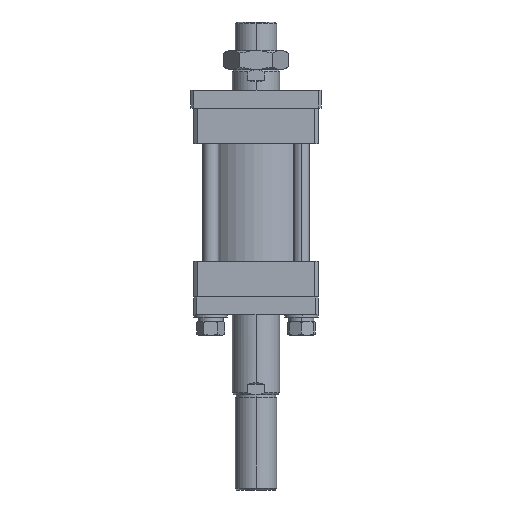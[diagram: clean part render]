
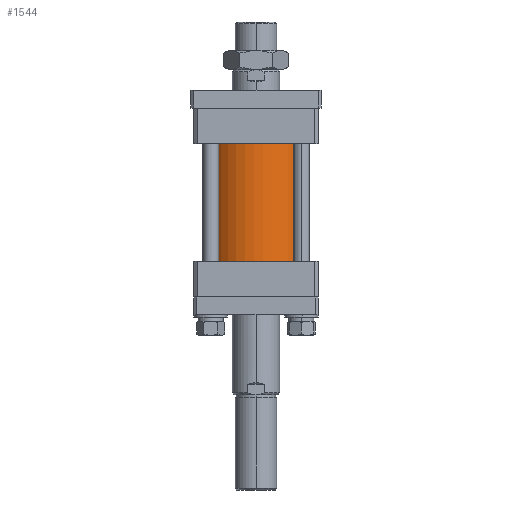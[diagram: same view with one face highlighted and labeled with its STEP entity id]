
A CAD part, front view. The second image highlights one B-rep face of the part: STEP entity #1544.
In plain terms, the highlighted cylindrical face has radius 89 mm (diameter 178 mm), a partial arc.
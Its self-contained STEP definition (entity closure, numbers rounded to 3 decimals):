
#605 = CARTESIAN_POINT ( 'NONE',  ( -89., 0., -99. ) ) ;
#628 = CARTESIAN_POINT ( 'NONE',  ( 89., 0., -99. ) ) ;
#991 = CYLINDRICAL_SURFACE ( 'NONE', #5092, 89. ) ;
#997 = FACE_OUTER_BOUND ( 'NONE', #6944, .T. ) ;
#1544 = ADVANCED_FACE ( 'NONE', ( #997 ), #991, .T. ) ;
#2216 = AXIS2_PLACEMENT_3D ( 'NONE', #5489, #5490, #5491 ) ;
#2218 = AXIS2_PLACEMENT_3D ( 'NONE', #5481, #5482, #5483 ) ;
#2566 = CARTESIAN_POINT ( 'NONE',  ( 0., 0., 99. ) ) ;
#2568 = DIRECTION ( 'NONE',  ( 0., 0., -1. ) ) ;
#2572 = DIRECTION ( 'NONE',  ( -1., 0., 0. ) ) ;
#4015 = VERTEX_POINT ( 'NONE', #628 ) ;
#5092 = AXIS2_PLACEMENT_3D ( 'NONE', #2566, #2568, #2572 ) ;
#5269 = CIRCLE ( 'NONE', #2216, 89. ) ;
#5271 = CIRCLE ( 'NONE', #2218, 89. ) ;
#5272 = VECTOR ( 'NONE', #5469, 1000. ) ;
#5274 = LINE ( 'NONE', #5474, #5272 ) ;
#5275 = VECTOR ( 'NONE', #5465, 1000. ) ;
#5283 = LINE ( 'NONE', #5470, #5275 ) ;
#5465 = DIRECTION ( 'NONE',  ( 0., 0., -1. ) ) ;
#5469 = DIRECTION ( 'NONE',  ( 0., 0., -1. ) ) ;
#5470 = CARTESIAN_POINT ( 'NONE',  ( 89., 0., 99. ) ) ;
#5474 = CARTESIAN_POINT ( 'NONE',  ( -89., 0., 99. ) ) ;
#5481 = CARTESIAN_POINT ( 'NONE',  ( 0., 0., 99. ) ) ;
#5482 = DIRECTION ( 'NONE',  ( 0., 0., 1. ) ) ;
#5483 = DIRECTION ( 'NONE',  ( 1., 0., 0. ) ) ;
#5489 = CARTESIAN_POINT ( 'NONE',  ( 0., 0., -99. ) ) ;
#5490 = DIRECTION ( 'NONE',  ( 0., 0., 1. ) ) ;
#5491 = DIRECTION ( 'NONE',  ( 1., 0., 0. ) ) ;
#5594 = CARTESIAN_POINT ( 'NONE',  ( 89., 0., 99. ) ) ;
#5649 = CARTESIAN_POINT ( 'NONE',  ( -89., 0., 99. ) ) ;
#6512 = ORIENTED_EDGE ( 'NONE', *, *, #7789, .F. ) ;
#6615 = ORIENTED_EDGE ( 'NONE', *, *, #7791, .T. ) ;
#6737 = ORIENTED_EDGE ( 'NONE', *, *, #7793, .F. ) ;
#6827 = ORIENTED_EDGE ( 'NONE', *, *, #7795, .T. ) ;
#6944 = EDGE_LOOP ( 'NONE', ( #6512, #6737, #6615, #6827 ) ) ;
#7789 = EDGE_CURVE ( 'NONE', #7926, #4015, #5283, .T. ) ;
#7791 = EDGE_CURVE ( 'NONE', #7925, #7990, #5274, .T. ) ;
#7793 = EDGE_CURVE ( 'NONE', #7925, #7926, #5271, .T. ) ;
#7795 = EDGE_CURVE ( 'NONE', #7990, #4015, #5269, .T. ) ;
#7925 = VERTEX_POINT ( 'NONE', #5649 ) ;
#7926 = VERTEX_POINT ( 'NONE', #5594 ) ;
#7990 = VERTEX_POINT ( 'NONE', #605 ) ;
